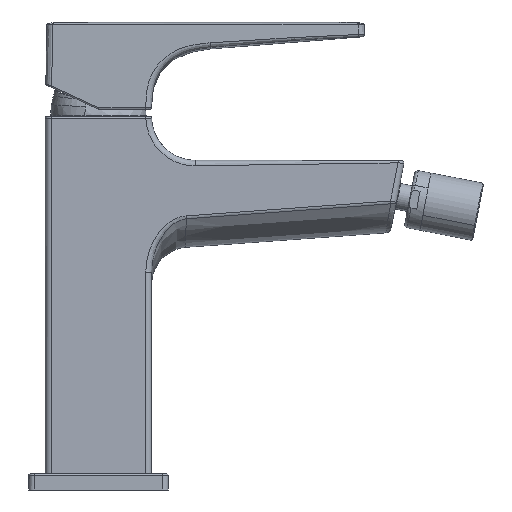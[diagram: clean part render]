
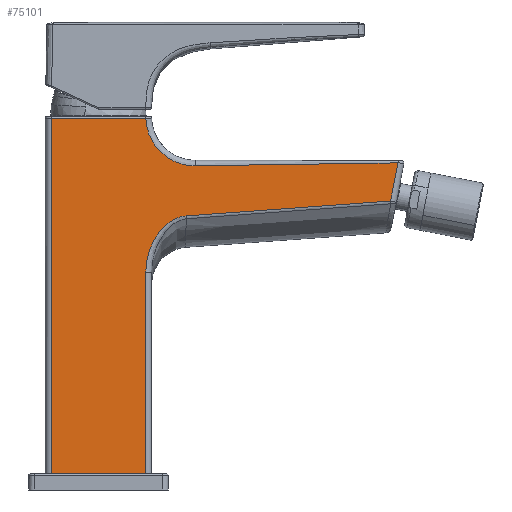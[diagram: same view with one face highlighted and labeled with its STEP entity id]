
A CAD part, front view. The second image highlights one B-rep face of the part: STEP entity #75101.
In plain terms, the highlighted planar face has unit normal (0.007, -1, 0).
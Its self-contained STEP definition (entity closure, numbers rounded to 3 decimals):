
#71561=CARTESIAN_POINT(' ',(102.954,-19.089,106.885));
#71566=DIRECTION(' ',(-0.195,-0.001,-0.981));
#71571=VECTOR(' ',#71566,1.);
#71576=LINE('',#71561,#71571);
#71581=CARTESIAN_POINT(' ',(102.954,-19.089,106.885));
#71582=VERTEX_POINT(' ',#71581);
#71586=CARTESIAN_POINT(' ',(100.349,-19.109,93.779));
#71587=VERTEX_POINT(' ',#71586);
#71591=EDGE_CURVE(' ',#71582,#71587,#71576,.T.);
#74681=DIRECTION(' ',(0.008,-1.,-0.));
#74686=CARTESIAN_POINT(' ',(-16.235,-19.985,0.));
#74691=DIRECTION(' ',(1.,0.008,0.));
#74696=AXIS2_PLACEMENT_3D(' ',#74686,#74681,#74691);
#74701=PLANE('',#74696);
#74706=CARTESIAN_POINT(' ',(16.272,-19.741,122.288));
#74711=DIRECTION(' ',(-1.,-0.008,0.));
#74716=VECTOR(' ',#74711,1.);
#74721=LINE('',#74706,#74716);
#74726=CARTESIAN_POINT(' ',(16.272,-19.741,122.288));
#74727=VERTEX_POINT(' ',#74726);
#74731=CARTESIAN_POINT(' ',(-16.235,-19.985,122.288));
#74732=VERTEX_POINT(' ',#74731);
#74736=EDGE_CURVE(' ',#74727,#74732,#74721,.T.);
#74741=ORIENTED_EDGE(' ',*,*,#74736,.T.);
#74746=CARTESIAN_POINT(' ',(-16.235,-19.985,122.288));
#74751=DIRECTION(' ',(0.,0.,-1.));
#74756=VECTOR(' ',#74751,1.);
#74761=LINE('',#74746,#74756);
#74766=CARTESIAN_POINT(' ',(-16.235,-19.985,0.));
#74767=VERTEX_POINT(' ',#74766);
#74771=EDGE_CURVE(' ',#74732,#74767,#74761,.T.);
#74776=ORIENTED_EDGE(' ',*,*,#74771,.T.);
#74781=CARTESIAN_POINT(' ',(-16.235,-19.985,0.));
#74786=DIRECTION(' ',(1.,0.008,0.));
#74791=VECTOR(' ',#74786,1.);
#74796=LINE('',#74781,#74791);
#74801=CARTESIAN_POINT(' ',(16.265,-19.741,0.));
#74802=VERTEX_POINT(' ',#74801);
#74806=EDGE_CURVE(' ',#74767,#74802,#74796,.T.);
#74811=ORIENTED_EDGE(' ',*,*,#74806,.T.);
#74816=CARTESIAN_POINT(' ',(16.265,-19.741,0.));
#74821=DIRECTION(' ',(0.,0.,1.));
#74826=VECTOR(' ',#74821,1.);
#74831=LINE('',#74816,#74826);
#74836=CARTESIAN_POINT(' ',(16.265,-19.741,69.376));
#74837=VERTEX_POINT(' ',#74836);
#74841=EDGE_CURVE(' ',#74802,#74837,#74831,.T.);
#74846=ORIENTED_EDGE(' ',*,*,#74841,.T.);
#74851=CARTESIAN_POINT(' ',(16.265,-19.741,69.376));
#74856=CARTESIAN_POINT(' ',(16.265,-19.741,73.176));
#74861=CARTESIAN_POINT(' ',(17.228,-19.734,76.978));
#74866=CARTESIAN_POINT(' ',(20.125,-19.712,82.196));
#74871=CARTESIAN_POINT(' ',(21.464,-19.702,83.928));
#74876=CARTESIAN_POINT(' ',(25.094,-19.674,87.187));
#74881=CARTESIAN_POINT(' ',(27.54,-19.656,88.486));
#74886=CARTESIAN_POINT(' ',(30.127,-19.637,88.674));
#74891=B_SPLINE_CURVE_WITH_KNOTS('',3,(#74851,#74856,#74861,#74866,#74871,#74876,#74881,#74886),.UNSPECIFIED.,.F.,.U.,(4,2,2,4),(0.,0.43,0.679,1.),.UNSPECIFIED.);
#74896=CARTESIAN_POINT(' ',(30.127,-19.637,88.674));
#74897=VERTEX_POINT(' ',#74896);
#74901=EDGE_CURVE(' ',#74837,#74897,#74891,.T.);
#74906=ORIENTED_EDGE(' ',*,*,#74901,.T.);
#74911=CARTESIAN_POINT(' ',(30.127,-19.637,88.674));
#74916=DIRECTION(' ',(0.997,0.007,0.072));
#74921=VECTOR(' ',#74916,1.);
#74926=LINE('',#74911,#74921);
#74931=EDGE_CURVE(' ',#74897,#71587,#74926,.T.);
#74936=ORIENTED_EDGE(' ',*,*,#74931,.T.);
#74941=ORIENTED_EDGE(' ',*,*,#71591,.F.);
#74946=CARTESIAN_POINT(' ',(33.244,-19.613,105.89));
#74951=CARTESIAN_POINT(' ',(39.077,-19.569,105.961));
#74956=CARTESIAN_POINT(' ',(45.014,-19.525,106.074));
#74961=CARTESIAN_POINT(' ',(58.11,-19.426,106.363));
#74966=CARTESIAN_POINT(' ',(65.296,-19.372,106.54));
#74971=CARTESIAN_POINT(' ',(78.227,-19.275,106.77));
#74976=CARTESIAN_POINT(' ',(84.02,-19.232,106.837));
#74981=CARTESIAN_POINT(' ',(94.279,-19.154,106.891));
#74986=CARTESIAN_POINT(' ',(98.789,-19.121,106.89));
#74991=CARTESIAN_POINT(' ',(102.954,-19.089,106.885));
#74996=B_SPLINE_CURVE_WITH_KNOTS('',3,(#74946,#74951,#74956,#74961,#74966,#74971,#74976,#74981,#74986,#74991),.UNSPECIFIED.,.F.,.U.,(4,2,2,2,4),(0.,0.249,0.547,0.796,1.),.UNSPECIFIED.);
#75001=CARTESIAN_POINT(' ',(33.244,-19.613,105.89));
#75002=VERTEX_POINT(' ',#75001);
#75006=EDGE_CURVE(' ',#75002,#71582,#74996,.T.);
#75011=ORIENTED_EDGE(' ',*,*,#75006,.F.);
#75016=CARTESIAN_POINT(' ',(16.272,-19.741,122.288));
#75021=CARTESIAN_POINT(' ',(16.336,-19.74,120.064));
#75026=CARTESIAN_POINT(' ',(16.838,-19.736,117.889));
#75031=CARTESIAN_POINT(' ',(18.593,-19.723,113.926));
#75036=CARTESIAN_POINT(' ',(19.841,-19.714,112.143));
#75041=CARTESIAN_POINT(' ',(23.119,-19.689,108.948));
#75046=CARTESIAN_POINT(' ',(25.254,-19.673,107.616));
#75051=CARTESIAN_POINT(' ',(29.065,-19.645,106.306));
#75056=CARTESIAN_POINT(' ',(30.583,-19.633,106.005));
#75061=CARTESIAN_POINT(' ',(32.486,-19.619,105.895));
#75066=CARTESIAN_POINT(' ',(32.864,-19.616,105.886));
#75071=CARTESIAN_POINT(' ',(33.244,-19.613,105.89));
#75076=B_SPLINE_CURVE_WITH_KNOTS('',3,(#75016,#75021,#75026,#75031,#75036,#75041,#75046,#75051,#75056,#75061,#75066,#75071),.UNSPECIFIED.,.F.,.U.,(4,2,2,2,2,4),(0.,0.249,0.498,0.784,0.957,1.),.UNSPECIFIED.);
#75081=EDGE_CURVE(' ',#74727,#75002,#75076,.T.);
#75086=ORIENTED_EDGE(' ',*,*,#75081,.F.);
#75091=EDGE_LOOP(' ',(#74741,#74776,#74811,#74846,#74906,#74936,#74941,#75011,#75086));
#75096=FACE_OUTER_BOUND(' ',#75091,.T.);
#75101=ADVANCED_FACE('',(#75096),#74701,.T.);
